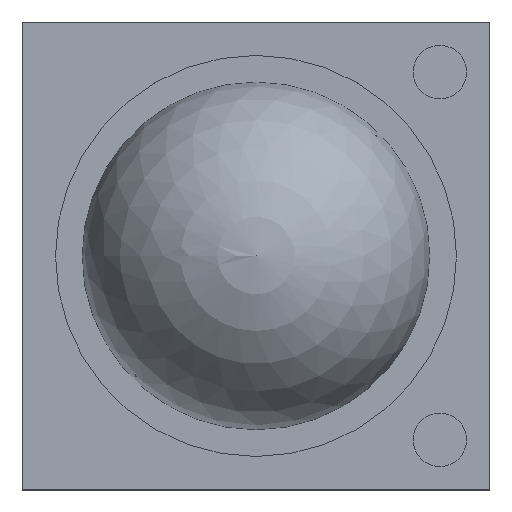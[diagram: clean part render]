
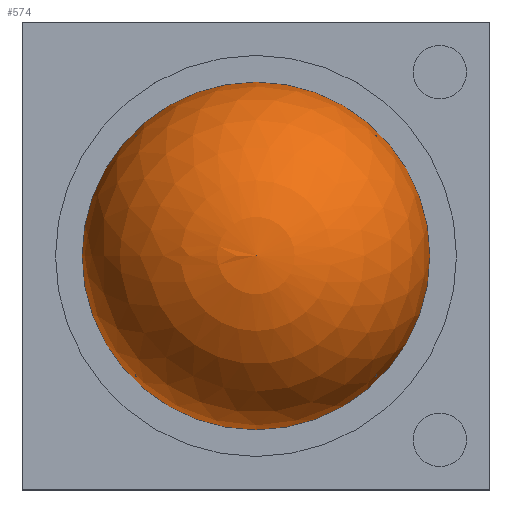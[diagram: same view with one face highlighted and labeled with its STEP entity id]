
A CAD part, top view. The second image highlights one B-rep face of the part: STEP entity #574.
In plain terms, the highlighted spherical face has radius 1.3 mm.
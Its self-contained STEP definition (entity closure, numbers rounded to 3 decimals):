
#18=SPHERICAL_SURFACE('',#788,1.3);
#31=CIRCLE('',#789,1.3);
#182=ORIENTED_EDGE('',*,*,#250,.T.);
#250=EDGE_CURVE('',#297,#297,#31,.T.);
#297=VERTEX_POINT('',#1100);
#460=EDGE_LOOP('',(#182));
#504=FACE_BOUND('',#460,.T.);
#574=ADVANCED_FACE('',(#504),#18,.T.);
#788=AXIS2_PLACEMENT_3D('',#1098,#940,#941);
#789=AXIS2_PLACEMENT_3D('',#1099,#942,#943);
#940=DIRECTION('',(0.,0.,1.));
#941=DIRECTION('',(-1.,0.,0.));
#942=DIRECTION('',(0.,0.,1.));
#943=DIRECTION('',(1.,0.,0.));
#1098=CARTESIAN_POINT('',(0.,0.,0.63));
#1099=CARTESIAN_POINT('',(0.,0.,0.63));
#1100=CARTESIAN_POINT('',(1.3,0.,0.63));
